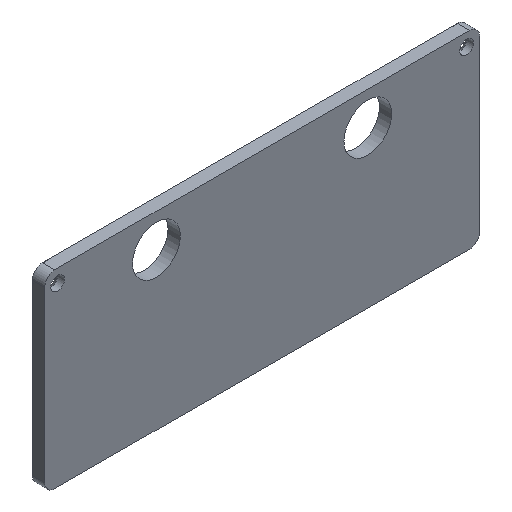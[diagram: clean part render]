
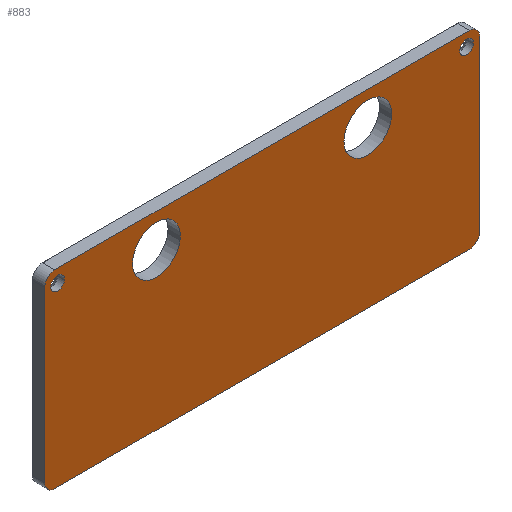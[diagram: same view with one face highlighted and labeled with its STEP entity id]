
A CAD part, isometric view. The second image highlights one B-rep face of the part: STEP entity #883.
In plain terms, the highlighted planar face has unit normal (0, -1, 0).
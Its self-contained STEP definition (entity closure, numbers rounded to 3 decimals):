
#21=FACE_BOUND('',#213,.T.);
#22=FACE_BOUND('',#214,.T.);
#23=FACE_BOUND('',#215,.T.);
#24=FACE_BOUND('',#216,.T.);
#28=CIRCLE('',#911,3.5);
#30=CIRCLE('',#914,3.5);
#38=CIRCLE('',#925,1.);
#40=CIRCLE('',#929,1.);
#41=CIRCLE('',#932,1.5);
#42=CIRCLE('',#935,1.5);
#43=CIRCLE('',#938,1.5);
#44=CIRCLE('',#941,1.5);
#159=FACE_OUTER_BOUND('',#212,.T.);
#212=EDGE_LOOP('',(#808,#809,#810,#811,#812,#813,#814,#815));
#213=EDGE_LOOP('',(#816));
#214=EDGE_LOOP('',(#817));
#215=EDGE_LOOP('',(#818));
#216=EDGE_LOOP('',(#819));
#274=LINE('',#1673,#343);
#278=LINE('',#1682,#347);
#281=LINE('',#1690,#350);
#284=LINE('',#1698,#353);
#343=VECTOR('',#1068,10.);
#347=VECTOR('',#1078,10.);
#350=VECTOR('',#1087,10.);
#353=VECTOR('',#1096,10.);
#414=VERTEX_POINT('',#1624);
#416=VERTEX_POINT('',#1630);
#428=VERTEX_POINT('',#1659);
#430=VERTEX_POINT('',#1667);
#431=VERTEX_POINT('',#1671);
#432=VERTEX_POINT('',#1672);
#433=VERTEX_POINT('',#1677);
#434=VERTEX_POINT('',#1681);
#435=VERTEX_POINT('',#1685);
#436=VERTEX_POINT('',#1689);
#437=VERTEX_POINT('',#1693);
#438=VERTEX_POINT('',#1697);
#528=EDGE_CURVE('',#414,#414,#28,.T.);
#531=EDGE_CURVE('',#416,#416,#30,.T.);
#545=EDGE_CURVE('',#428,#428,#38,.T.);
#549=EDGE_CURVE('',#430,#430,#40,.T.);
#550=EDGE_CURVE('',#431,#432,#274,.T.);
#553=EDGE_CURVE('',#433,#432,#41,.T.);
#555=EDGE_CURVE('',#433,#434,#278,.T.);
#557=EDGE_CURVE('',#435,#434,#42,.T.);
#559=EDGE_CURVE('',#435,#436,#281,.T.);
#561=EDGE_CURVE('',#437,#436,#43,.T.);
#563=EDGE_CURVE('',#437,#438,#284,.T.);
#565=EDGE_CURVE('',#431,#438,#44,.T.);
#808=ORIENTED_EDGE('',*,*,#565,.F.);
#809=ORIENTED_EDGE('',*,*,#550,.T.);
#810=ORIENTED_EDGE('',*,*,#553,.F.);
#811=ORIENTED_EDGE('',*,*,#555,.T.);
#812=ORIENTED_EDGE('',*,*,#557,.F.);
#813=ORIENTED_EDGE('',*,*,#559,.T.);
#814=ORIENTED_EDGE('',*,*,#561,.F.);
#815=ORIENTED_EDGE('',*,*,#563,.T.);
#816=ORIENTED_EDGE('',*,*,#528,.T.);
#817=ORIENTED_EDGE('',*,*,#531,.T.);
#818=ORIENTED_EDGE('',*,*,#545,.F.);
#819=ORIENTED_EDGE('',*,*,#549,.F.);
#836=PLANE('',#942);
#883=ADVANCED_FACE('',(#159,#21,#22,#23,#24),#836,.F.);
#911=AXIS2_PLACEMENT_3D('',#1626,#1019,#1020);
#914=AXIS2_PLACEMENT_3D('',#1632,#1026,#1027);
#925=AXIS2_PLACEMENT_3D('',#1661,#1054,#1055);
#929=AXIS2_PLACEMENT_3D('',#1669,#1064,#1065);
#932=AXIS2_PLACEMENT_3D('',#1678,#1073,#1074);
#935=AXIS2_PLACEMENT_3D('',#1686,#1082,#1083);
#938=AXIS2_PLACEMENT_3D('',#1694,#1091,#1092);
#941=AXIS2_PLACEMENT_3D('',#1701,#1100,#1101);
#942=AXIS2_PLACEMENT_3D('',#1702,#1102,#1103);
#1019=DIRECTION('center_axis',(0.,1.,0.));
#1020=DIRECTION('ref_axis',(-1.,0.,0.));
#1026=DIRECTION('center_axis',(0.,1.,0.));
#1027=DIRECTION('ref_axis',(-1.,0.,0.));
#1054=DIRECTION('center_axis',(0.,-1.,0.));
#1055=DIRECTION('ref_axis',(1.,0.,0.));
#1064=DIRECTION('center_axis',(0.,-1.,0.));
#1065=DIRECTION('ref_axis',(1.,0.,0.));
#1068=DIRECTION('',(-1.,0.,0.));
#1073=DIRECTION('center_axis',(0.,1.,0.));
#1074=DIRECTION('ref_axis',(-1.,0.,0.));
#1078=DIRECTION('',(0.,0.,-1.));
#1082=DIRECTION('center_axis',(0.,1.,0.));
#1083=DIRECTION('ref_axis',(0.,0.,-1.));
#1087=DIRECTION('',(1.,0.,0.));
#1091=DIRECTION('center_axis',(0.,1.,0.));
#1092=DIRECTION('ref_axis',(1.,0.,0.));
#1096=DIRECTION('',(0.,0.,1.));
#1100=DIRECTION('center_axis',(0.,1.,0.));
#1101=DIRECTION('ref_axis',(0.,0.,1.));
#1102=DIRECTION('center_axis',(0.,1.,0.));
#1103=DIRECTION('ref_axis',(1.,0.,0.));
#1624=CARTESIAN_POINT('',(-12.,0.,9.));
#1626=CARTESIAN_POINT('Origin',(-15.5,0.,9.));
#1630=CARTESIAN_POINT('',(19.,0.,9.));
#1632=CARTESIAN_POINT('Origin',(15.5,0.,9.));
#1659=CARTESIAN_POINT('',(-31.,0.,12.));
#1661=CARTESIAN_POINT('Origin',(-30.,0.,12.));
#1667=CARTESIAN_POINT('',(29.,0.,12.));
#1669=CARTESIAN_POINT('Origin',(30.,0.,12.));
#1671=CARTESIAN_POINT('',(30.4,0.,13.9));
#1672=CARTESIAN_POINT('',(-30.4,0.,13.9));
#1673=CARTESIAN_POINT('',(30.4,0.,13.9));
#1677=CARTESIAN_POINT('',(-31.9,0.,12.4));
#1678=CARTESIAN_POINT('Origin',(-30.4,0.,12.4));
#1681=CARTESIAN_POINT('',(-31.9,0.,-12.4));
#1682=CARTESIAN_POINT('',(-31.9,0.,12.4));
#1685=CARTESIAN_POINT('',(-30.4,0.,-13.9));
#1686=CARTESIAN_POINT('Origin',(-30.4,0.,-12.4));
#1689=CARTESIAN_POINT('',(30.4,0.,-13.9));
#1690=CARTESIAN_POINT('',(-30.4,0.,-13.9));
#1693=CARTESIAN_POINT('',(31.9,0.,-12.4));
#1694=CARTESIAN_POINT('Origin',(30.4,0.,-12.4));
#1697=CARTESIAN_POINT('',(31.9,0.,12.4));
#1698=CARTESIAN_POINT('',(31.9,0.,-12.4));
#1701=CARTESIAN_POINT('Origin',(30.4,0.,12.4));
#1702=CARTESIAN_POINT('Origin',(0.,0.,0.));
